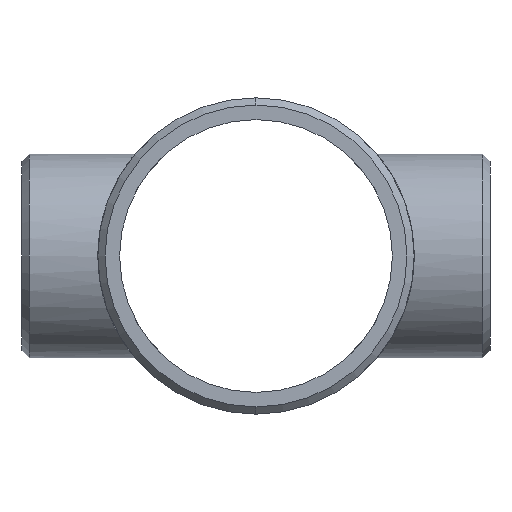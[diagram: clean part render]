
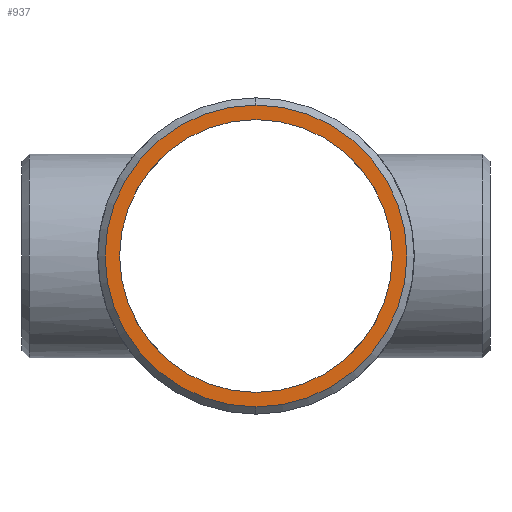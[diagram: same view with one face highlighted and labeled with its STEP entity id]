
A CAD part, left-side view. The second image highlights one B-rep face of the part: STEP entity #937.
In plain terms, the highlighted planar face has unit normal (-1, 0, 0).
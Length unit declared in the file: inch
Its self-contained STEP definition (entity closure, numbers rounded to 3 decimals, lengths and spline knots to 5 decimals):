
#11 = PLANE ( 'NONE',  #498 ) ;
#62 = EDGE_LOOP ( 'NONE', ( #168, #291 ) ) ;
#155 = CARTESIAN_POINT ( 'NONE',  ( -7., 0., 0. ) ) ;
#168 = ORIENTED_EDGE ( 'NONE', *, *, #1044, .T. ) ;
#246 = DIRECTION ( 'NONE',  ( -1., 0., 0. ) ) ;
#254 = EDGE_CURVE ( 'NONE', #647, #718, #465, .T. ) ;
#291 = ORIENTED_EDGE ( 'NONE', *, *, #432, .T. ) ;
#317 = VERTEX_POINT ( 'NONE', #1352 ) ;
#342 = DIRECTION ( 'NONE',  ( 1., 0., 0. ) ) ;
#369 = CARTESIAN_POINT ( 'NONE',  ( -7., 0., 4.1145 ) ) ;
#432 = EDGE_CURVE ( 'NONE', #1019, #317, #820, .T. ) ;
#465 = CIRCLE ( 'NONE', #985, 4.1145 ) ;
#498 = AXIS2_PLACEMENT_3D ( 'NONE', #1141, #1260, #1039 ) ;
#502 = ORIENTED_EDGE ( 'NONE', *, *, #954, .T. ) ;
#627 = CIRCLE ( 'NONE', #847, 4.1145 ) ;
#628 = FACE_BOUND ( 'NONE', #62, .T. ) ;
#647 = VERTEX_POINT ( 'NONE', #943 ) ;
#718 = VERTEX_POINT ( 'NONE', #369 ) ;
#738 = FACE_OUTER_BOUND ( 'NONE', #879, .T. ) ;
#783 = DIRECTION ( 'NONE',  ( 0., 0., 1. ) ) ;
#820 = CIRCLE ( 'NONE', #1341, 3.7185 ) ;
#847 = AXIS2_PLACEMENT_3D ( 'NONE', #868, #246, #1062 ) ;
#868 = CARTESIAN_POINT ( 'NONE',  ( -7., 0., 0. ) ) ;
#875 = CARTESIAN_POINT ( 'NONE',  ( -7., 0., -3.7185 ) ) ;
#876 = DIRECTION ( 'NONE',  ( 1., 0., 0. ) ) ;
#879 = EDGE_LOOP ( 'NONE', ( #996, #502 ) ) ;
#937 = ADVANCED_FACE ( 'NONE', ( #738, #628 ), #11, .T. ) ;
#943 = CARTESIAN_POINT ( 'NONE',  ( -7., 0., -4.1145 ) ) ;
#954 = EDGE_CURVE ( 'NONE', #718, #647, #627, .T. ) ;
#957 = DIRECTION ( 'NONE',  ( 0., 0., 1. ) ) ;
#958 = CARTESIAN_POINT ( 'NONE',  ( -7., 0., 0. ) ) ;
#985 = AXIS2_PLACEMENT_3D ( 'NONE', #958, #1255, #1159 ) ;
#996 = ORIENTED_EDGE ( 'NONE', *, *, #254, .T. ) ;
#1019 = VERTEX_POINT ( 'NONE', #875 ) ;
#1039 = DIRECTION ( 'NONE',  ( 0., 0., -1. ) ) ;
#1042 = CIRCLE ( 'NONE', #1217, 3.7185 ) ;
#1044 = EDGE_CURVE ( 'NONE', #317, #1019, #1042, .T. ) ;
#1062 = DIRECTION ( 'NONE',  ( 0., 0., 1. ) ) ;
#1141 = CARTESIAN_POINT ( 'NONE',  ( -7., 0., 0. ) ) ;
#1159 = DIRECTION ( 'NONE',  ( 0., 0., 1. ) ) ;
#1197 = CARTESIAN_POINT ( 'NONE',  ( -7., 0., 0. ) ) ;
#1217 = AXIS2_PLACEMENT_3D ( 'NONE', #1197, #342, #957 ) ;
#1255 = DIRECTION ( 'NONE',  ( -1., 0., 0. ) ) ;
#1260 = DIRECTION ( 'NONE',  ( -1., 0., 0. ) ) ;
#1341 = AXIS2_PLACEMENT_3D ( 'NONE', #155, #876, #783 ) ;
#1352 = CARTESIAN_POINT ( 'NONE',  ( -7., 0., 3.7185 ) ) ;
